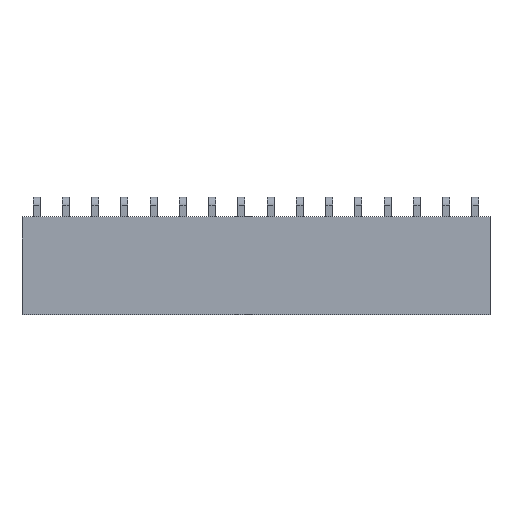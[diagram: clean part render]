
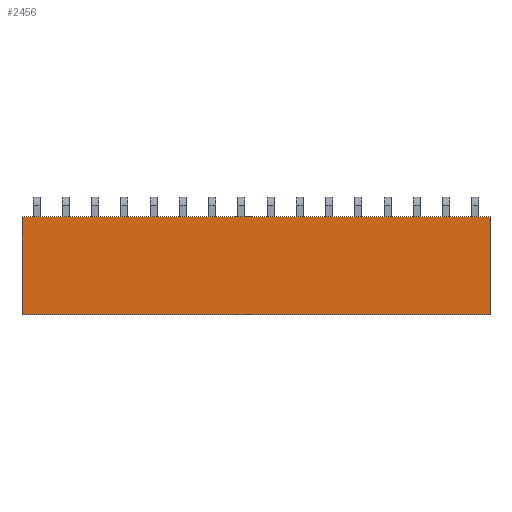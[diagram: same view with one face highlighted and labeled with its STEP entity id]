
A CAD part, top view. The second image highlights one B-rep face of the part: STEP entity #2456.
In plain terms, the highlighted planar face has unit normal (0, 0, 1).
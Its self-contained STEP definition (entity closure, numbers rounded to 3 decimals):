
#2456=ADVANCED_FACE('',(#10428),#10430,.T.);
#10428=FACE_BOUND('',#10429,.T.);
#10429=EDGE_LOOP('',(#16825,#16826,#16827,#16828));
#10430=PLANE('',#10431);
#10431=AXIS2_PLACEMENT_3D('',#10432,#10433,#10434);
#10432=CARTESIAN_POINT('',(1.27,-1.5,2.54));
#10433=DIRECTION('',(0.,0.,1.));
#10434=DIRECTION('',(-1.,0.,0.));
#16825=ORIENTED_EDGE('',*,*,#21089,.T.);
#16826=ORIENTED_EDGE('',*,*,#21307,.F.);
#16827=ORIENTED_EDGE('',*,*,#21096,.F.);
#16828=ORIENTED_EDGE('',*,*,#21372,.T.);
#21089=EDGE_CURVE('',#24229,#24227,#24230,.T.);
#21096=EDGE_CURVE('',#24239,#24241,#24242,.T.);
#21307=EDGE_CURVE('',#24241,#24227,#24595,.T.);
#21372=EDGE_CURVE('',#24239,#24229,#24724,.T.);
#24227=VERTEX_POINT('',#30137);
#24229=VERTEX_POINT('',#30141);
#24230=LINE('',#30142,#30143);
#24239=VERTEX_POINT('',#30163);
#24241=VERTEX_POINT('',#30167);
#24242=LINE('',#30168,#30169);
#24595=LINE('',#30947,#30948);
#24724=LINE('',#31206,#31207);
#30137=CARTESIAN_POINT('',(-1.27,-10.,2.54));
#30141=CARTESIAN_POINT('',(-1.27,-1.5,2.54));
#30142=CARTESIAN_POINT('',(-1.27,-1.5,2.54));
#30143=VECTOR('',#30144,1.);
#30144=DIRECTION('',(0.,-1.,0.));
#30163=CARTESIAN_POINT('',(39.37,-1.5,2.54));
#30167=CARTESIAN_POINT('',(39.37,-10.,2.54));
#30168=CARTESIAN_POINT('',(39.37,-1.5,2.54));
#30169=VECTOR('',#30170,1.);
#30170=DIRECTION('',(0.,-1.,0.));
#30947=CARTESIAN_POINT('',(39.37,-10.,2.54));
#30948=VECTOR('',#30949,1.);
#30949=DIRECTION('',(-1.,0.,0.));
#31206=CARTESIAN_POINT('',(39.37,-1.5,2.54));
#31207=VECTOR('',#31208,1.);
#31208=DIRECTION('',(-1.,0.,0.));
